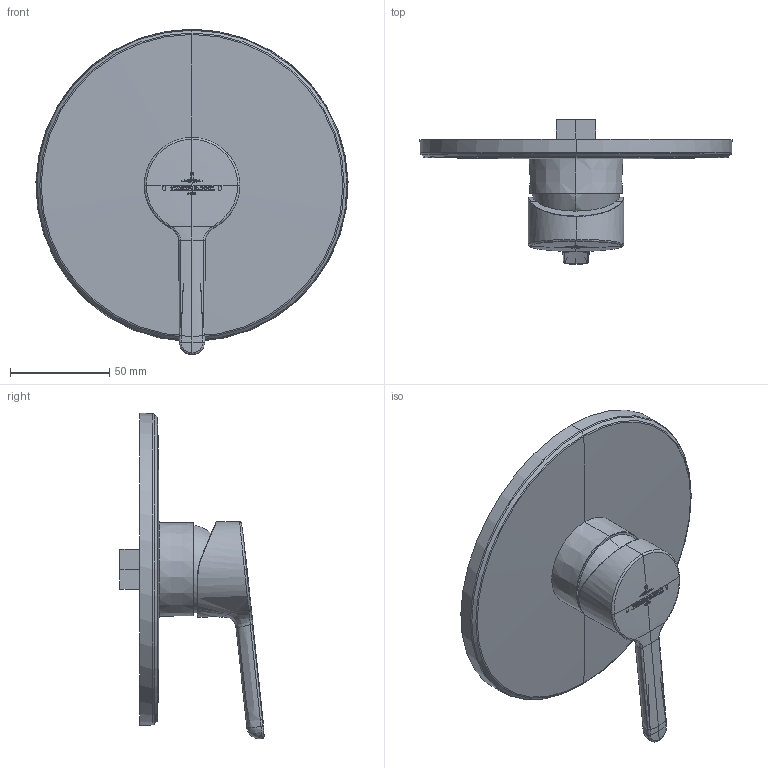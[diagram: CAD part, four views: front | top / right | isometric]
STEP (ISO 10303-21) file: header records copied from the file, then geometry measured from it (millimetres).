
FILE_DESCRIPTION((''),'2;1');
FILE_NAME('TVS116002000_3DPL','2025-02-20T11:54:04',('HristovG'),('IDEAL STANDARD BVBA'),'CREO PARAMETRIC BY PTC INC, 2024253','CREO PARAMETRIC BY PTC INC, 2024253','');
FILE_SCHEMA(('AP242_MANAGED_MODEL_BASED_3D_ENGINEERING_MIM_LF { 1 0 10303 442 1 1 4 }'));
Length unit declared in the file: millimetre
Products named in the file (1): TVS116002000_3DPL
Bounding box: 156.96 x 72.49 x 163.76 mm (x, y, z)
Volume: 261436.4 mm3; surface area: 52938.4 mm2
Topology: 1 solids, 4 shells, 388 faces, 1024 edges, 663 vertices
Faces by surface type: plane 155, bspline 113, extrusion 85, cylinder 19, torus 8, cone 6, sphere 2
Entity records: 24402 total; most frequent: CARTESIAN_POINT 11806, ORIENTED_EDGE 2036, EDGE_CURVE 1024, DIRECTION 876, B_SPLINE_CURVE_WITH_KNOTS 762, VERTEX_POINT 663, FILL_AREA_STYLE_COLOUR 660, FILL_AREA_STYLE 660
